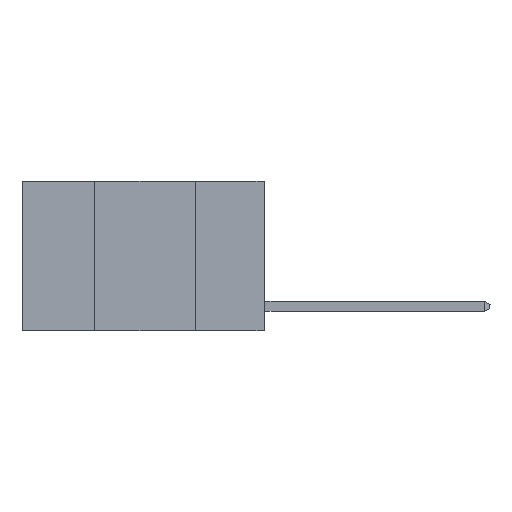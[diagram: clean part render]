
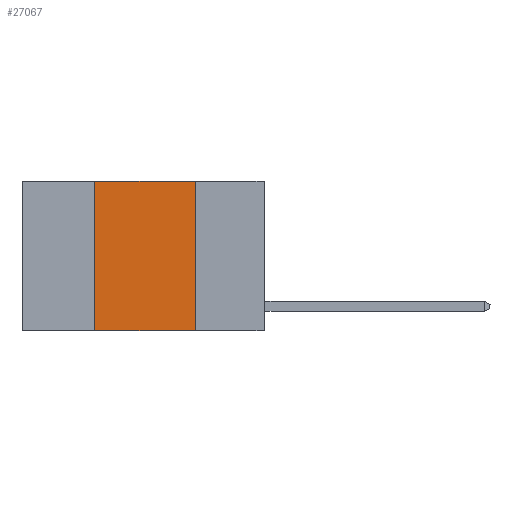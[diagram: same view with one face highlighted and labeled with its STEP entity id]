
A CAD part, left-side view. The second image highlights one B-rep face of the part: STEP entity #27067.
In plain terms, the highlighted planar face has unit normal (-1, 0, 0).
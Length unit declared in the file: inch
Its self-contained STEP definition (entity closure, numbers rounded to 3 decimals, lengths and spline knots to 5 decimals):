
#208 = EDGE_CURVE ( 'NONE', #5856, #20529, #27492, .T. ) ;
#263 = LINE ( 'NONE', #20384, #5744 ) ;
#2035 = EDGE_LOOP ( 'NONE', ( #8958, #14541, #6989, #30341 ) ) ;
#3315 = AXIS2_PLACEMENT_3D ( 'NONE', #15785, #18052, #27480 ) ;
#3802 = CARTESIAN_POINT ( 'NONE',  ( 0., 0.42, 0. ) ) ;
#4372 = EDGE_CURVE ( 'NONE', #10501, #11008, #15199, .T. ) ;
#5667 = CARTESIAN_POINT ( 'NONE',  ( 0., 0.17, 0. ) ) ;
#5744 = VECTOR ( 'NONE', #6367, 39.37008 ) ;
#5856 = VERTEX_POINT ( 'NONE', #6833 ) ;
#6367 = DIRECTION ( 'NONE',  ( 0., -1., 0. ) ) ;
#6575 = DIRECTION ( 'NONE',  ( 0., -1., 0. ) ) ;
#6833 = CARTESIAN_POINT ( 'NONE',  ( 0., 0.42, -0.37 ) ) ;
#6989 = ORIENTED_EDGE ( 'NONE', *, *, #208, .F. ) ;
#8958 = ORIENTED_EDGE ( 'NONE', *, *, #4372, .F. ) ;
#10501 = VERTEX_POINT ( 'NONE', #5667 ) ;
#11008 = VERTEX_POINT ( 'NONE', #29836 ) ;
#12082 = VECTOR ( 'NONE', #19532, 39.37008 ) ;
#12325 = VECTOR ( 'NONE', #6575, 39.37008 ) ;
#14541 = ORIENTED_EDGE ( 'NONE', *, *, #23946, .F. ) ;
#15012 = DIRECTION ( 'NONE',  ( 0., 0., -1. ) ) ;
#15199 = LINE ( 'NONE', #21881, #17781 ) ;
#15785 = CARTESIAN_POINT ( 'NONE',  ( 0., 0.6, 0. ) ) ;
#17781 = VECTOR ( 'NONE', #15012, 39.37008 ) ;
#18052 = DIRECTION ( 'NONE',  ( 1., 0., 0. ) ) ;
#19532 = DIRECTION ( 'NONE',  ( 0., 0., 1. ) ) ;
#19845 = CARTESIAN_POINT ( 'NONE',  ( 0., 0.42, 0. ) ) ;
#20384 = CARTESIAN_POINT ( 'NONE',  ( 0., 0.6, 0. ) ) ;
#20529 = VERTEX_POINT ( 'NONE', #3802 ) ;
#21881 = CARTESIAN_POINT ( 'NONE',  ( 0., 0.17, 0. ) ) ;
#22773 = PLANE ( 'NONE',  #3315 ) ;
#23888 = EDGE_CURVE ( 'NONE', #5856, #11008, #24791, .T. ) ;
#23946 = EDGE_CURVE ( 'NONE', #20529, #10501, #263, .T. ) ;
#24791 = LINE ( 'NONE', #25311, #12325 ) ;
#25311 = CARTESIAN_POINT ( 'NONE',  ( 0., 0.6, -0.37 ) ) ;
#26446 = FACE_OUTER_BOUND ( 'NONE', #2035, .T. ) ;
#27067 = ADVANCED_FACE ( 'NONE', ( #26446 ), #22773, .F. ) ;
#27480 = DIRECTION ( 'NONE',  ( 0., 0., -1. ) ) ;
#27492 = LINE ( 'NONE', #19845, #12082 ) ;
#29836 = CARTESIAN_POINT ( 'NONE',  ( 0., 0.17, -0.37 ) ) ;
#30341 = ORIENTED_EDGE ( 'NONE', *, *, #23888, .T. ) ;
